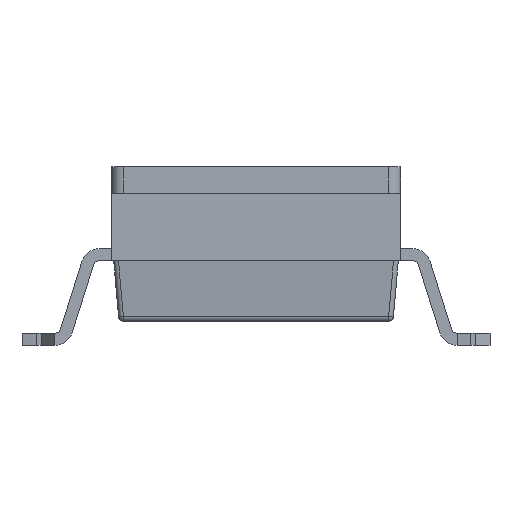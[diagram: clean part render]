
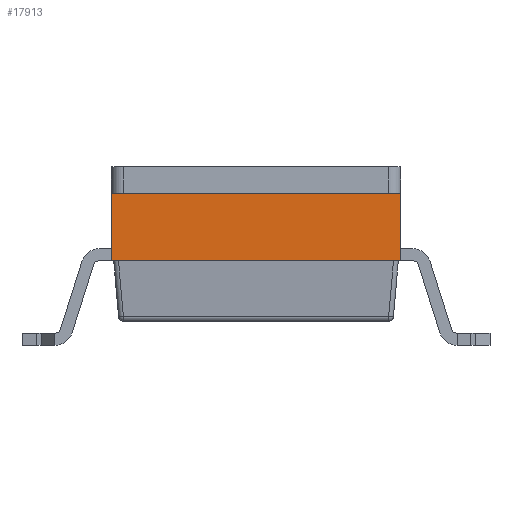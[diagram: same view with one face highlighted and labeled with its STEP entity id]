
A CAD part, front view. The second image highlights one B-rep face of the part: STEP entity #17913.
In plain terms, the highlighted planar face has unit normal (0, -1, 0).
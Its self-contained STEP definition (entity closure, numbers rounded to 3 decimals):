
#8237 = VERTEX_POINT('',#8238);
#8238 = CARTESIAN_POINT('',(-2.75,-10.38,3.15));
#8259 = EDGE_CURVE('',#8237,#8260,#8262,.T.);
#8260 = VERTEX_POINT('',#8261);
#8261 = CARTESIAN_POINT('',(2.75,-10.38,3.15));
#8262 = LINE('',#8263,#8264);
#8263 = CARTESIAN_POINT('',(-3.,-10.38,3.15));
#8264 = VECTOR('',#8265,1.);
#8265 = DIRECTION('',(1.,0.,0.));
#17022 = VERTEX_POINT('',#17023);
#17023 = CARTESIAN_POINT('',(3.,-10.38,3.15));
#17029 = EDGE_CURVE('',#17030,#17022,#17032,.T.);
#17030 = VERTEX_POINT('',#17031);
#17031 = CARTESIAN_POINT('',(3.,-10.38,1.75));
#17032 = LINE('',#17033,#17034);
#17033 = CARTESIAN_POINT('',(3.,-10.38,1.75));
#17034 = VECTOR('',#17035,1.);
#17035 = DIRECTION('',(0.,0.,1.));
#17869 = VERTEX_POINT('',#17870);
#17870 = CARTESIAN_POINT('',(-3.,-10.38,1.75));
#17876 = EDGE_CURVE('',#17869,#17877,#17879,.T.);
#17877 = VERTEX_POINT('',#17878);
#17878 = CARTESIAN_POINT('',(-3.,-10.38,3.15));
#17879 = LINE('',#17880,#17881);
#17880 = CARTESIAN_POINT('',(-3.,-10.38,1.75));
#17881 = VECTOR('',#17882,1.);
#17882 = DIRECTION('',(0.,0.,1.));
#17903 = EDGE_CURVE('',#17877,#8237,#17904,.T.);
#17904 = LINE('',#17905,#17906);
#17905 = CARTESIAN_POINT('',(-3.,-10.38,3.15));
#17906 = VECTOR('',#17907,1.);
#17907 = DIRECTION('',(1.,0.,0.));
#17913 = ADVANCED_FACE('',(#17914),#17932,.T.);
#17914 = FACE_BOUND('',#17915,.T.);
#17915 = EDGE_LOOP('',(#17916,#17917,#17918,#17924,#17925,#17931));
#17916 = ORIENTED_EDGE('',*,*,#17903,.F.);
#17917 = ORIENTED_EDGE('',*,*,#17876,.F.);
#17918 = ORIENTED_EDGE('',*,*,#17919,.T.);
#17919 = EDGE_CURVE('',#17869,#17030,#17920,.T.);
#17920 = LINE('',#17921,#17922);
#17921 = CARTESIAN_POINT('',(-3.,-10.38,1.75));
#17922 = VECTOR('',#17923,1.);
#17923 = DIRECTION('',(1.,0.,0.));
#17924 = ORIENTED_EDGE('',*,*,#17029,.T.);
#17925 = ORIENTED_EDGE('',*,*,#17926,.F.);
#17926 = EDGE_CURVE('',#8260,#17022,#17927,.T.);
#17927 = LINE('',#17928,#17929);
#17928 = CARTESIAN_POINT('',(-3.,-10.38,3.15));
#17929 = VECTOR('',#17930,1.);
#17930 = DIRECTION('',(1.,0.,0.));
#17931 = ORIENTED_EDGE('',*,*,#8259,.F.);
#17932 = PLANE('',#17933);
#17933 = AXIS2_PLACEMENT_3D('',#17934,#17935,#17936);
#17934 = CARTESIAN_POINT('',(-3.,-10.38,1.75));
#17935 = DIRECTION('',(0.,-1.,0.));
#17936 = DIRECTION('',(1.,0.,0.));
